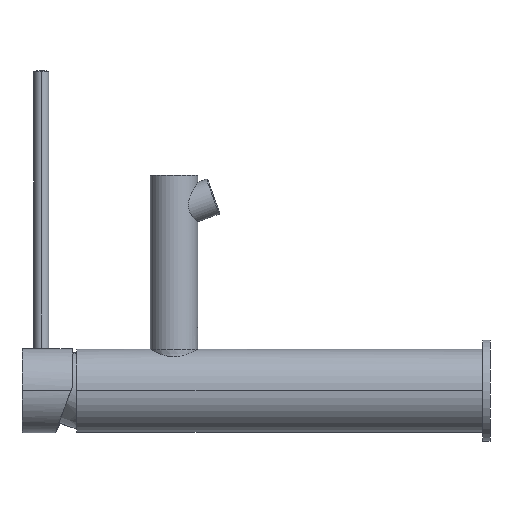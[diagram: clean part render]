
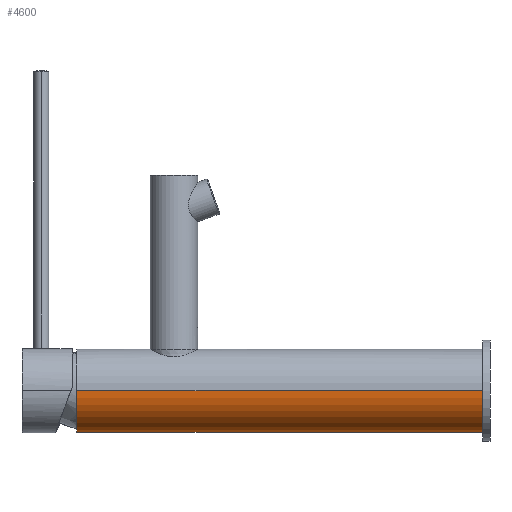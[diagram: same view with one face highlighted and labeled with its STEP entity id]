
A CAD part, left-side view. The second image highlights one B-rep face of the part: STEP entity #4600.
In plain terms, the highlighted cylindrical face has radius 22.225 mm (diameter 44.45 mm), a partial arc.
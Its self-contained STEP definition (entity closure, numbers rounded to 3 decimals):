
#3699 = CARTESIAN_POINT ( 'NONE',  ( 22.225, 4., 0. ) ) ;
#4600 = ADVANCED_FACE ( 'NONE', ( #21624 ), #38155, .T. ) ;
#8386 = ORIENTED_EDGE ( 'NONE', *, *, #33345, .T. ) ;
#8940 = VERTEX_POINT ( 'NONE', #72896 ) ;
#9059 = AXIS2_PLACEMENT_3D ( 'NONE', #34232, #83097, #41284 ) ;
#9178 = VERTEX_POINT ( 'NONE', #20161 ) ;
#10417 = EDGE_CURVE ( 'NONE', #9178, #8940, #47409, .T. ) ;
#17690 = DIRECTION ( 'NONE',  ( 0., -1., 0. ) ) ;
#20161 = CARTESIAN_POINT ( 'NONE',  ( -22.225, 221., 0. ) ) ;
#21624 = FACE_OUTER_BOUND ( 'NONE', #75130, .T. ) ;
#21638 = ORIENTED_EDGE ( 'NONE', *, *, #57099, .T. ) ;
#24633 = CARTESIAN_POINT ( 'NONE',  ( 0., 221., 0. ) ) ;
#31624 = VECTOR ( 'NONE', #80432, 1000. ) ;
#31709 = DIRECTION ( 'NONE',  ( 1., 0., 0. ) ) ;
#33345 = EDGE_CURVE ( 'NONE', #9178, #82742, #42748, .T. ) ;
#34232 = CARTESIAN_POINT ( 'NONE',  ( 0., 4., 0. ) ) ;
#38155 = CYLINDRICAL_SURFACE ( 'NONE', #53257, 22.225 ) ;
#38289 = DIRECTION ( 'NONE',  ( 1., 0., 0. ) ) ;
#38840 = CIRCLE ( 'NONE', #9059, 22.225 ) ;
#41284 = DIRECTION ( 'NONE',  ( 1., 0., 0. ) ) ;
#42748 = CIRCLE ( 'NONE', #71007, 22.225 ) ;
#47331 = DIRECTION ( 'NONE',  ( 0., -1., 0. ) ) ;
#47409 = LINE ( 'NONE', #67108, #84466 ) ;
#50701 = EDGE_CURVE ( 'NONE', #69142, #8940, #38840, .T. ) ;
#53257 = AXIS2_PLACEMENT_3D ( 'NONE', #59628, #17690, #38289 ) ;
#57099 = EDGE_CURVE ( 'NONE', #82742, #69142, #68822, .T. ) ;
#58865 = ORIENTED_EDGE ( 'NONE', *, *, #50701, .T. ) ;
#59628 = CARTESIAN_POINT ( 'NONE',  ( 0., 4., 0. ) ) ;
#62572 = CARTESIAN_POINT ( 'NONE',  ( 22.225, 4., 0. ) ) ;
#67108 = CARTESIAN_POINT ( 'NONE',  ( -22.225, 4., 0. ) ) ;
#68271 = ORIENTED_EDGE ( 'NONE', *, *, #10417, .F. ) ;
#68822 = LINE ( 'NONE', #3699, #31624 ) ;
#69142 = VERTEX_POINT ( 'NONE', #62572 ) ;
#71007 = AXIS2_PLACEMENT_3D ( 'NONE', #24633, #73591, #31709 ) ;
#72264 = CARTESIAN_POINT ( 'NONE',  ( 22.225, 221., 0. ) ) ;
#72896 = CARTESIAN_POINT ( 'NONE',  ( -22.225, 4., 0. ) ) ;
#73591 = DIRECTION ( 'NONE',  ( 0., -1., 0. ) ) ;
#75130 = EDGE_LOOP ( 'NONE', ( #68271, #8386, #21638, #58865 ) ) ;
#80432 = DIRECTION ( 'NONE',  ( 0., -1., 0. ) ) ;
#82742 = VERTEX_POINT ( 'NONE', #72264 ) ;
#83097 = DIRECTION ( 'NONE',  ( 0., 1., 0. ) ) ;
#84466 = VECTOR ( 'NONE', #47331, 1000. ) ;
